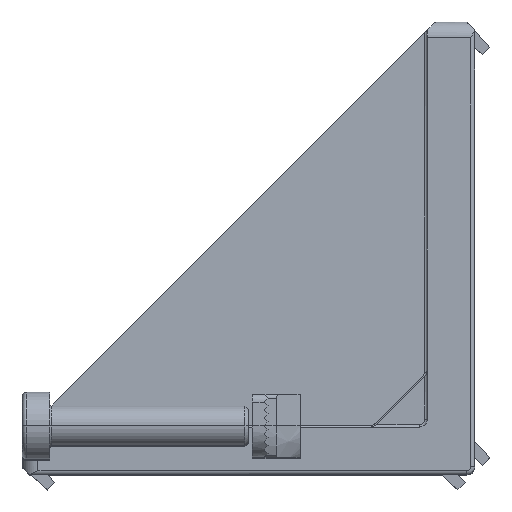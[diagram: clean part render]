
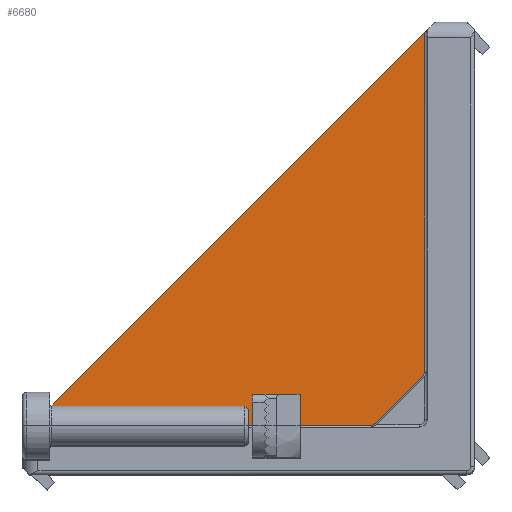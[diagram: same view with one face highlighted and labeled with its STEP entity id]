
A CAD part, top view. The second image highlights one B-rep face of the part: STEP entity #6680.
In plain terms, the highlighted planar face has unit normal (-0.012, 0.012, 1).
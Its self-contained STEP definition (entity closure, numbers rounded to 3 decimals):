
#35 =( BOUNDED_CURVE ( )  B_SPLINE_CURVE ( 3, ( #7205, #7932, #5025, #638 ),
 .UNSPECIFIED., .F., .F. ) 
 B_SPLINE_CURVE_WITH_KNOTS ( ( 4, 4 ),
 ( 2.356, 3.927 ),
 .UNSPECIFIED. ) 
 CURVE ( )  GEOMETRIC_REPRESENTATION_ITEM ( )  RATIONAL_B_SPLINE_CURVE ( ( 1., 0.805, 0.805, 1. ) ) 
 REPRESENTATION_ITEM ( '' )  );
#155 = DIRECTION ( 'NONE',  ( 1., 0., 0.012 ) ) ;
#316 = ORIENTED_EDGE ( 'NONE', *, *, #8331, .T. ) ;
#638 = CARTESIAN_POINT ( 'NONE',  ( -6.296, 6.996, -8.399 ) ) ;
#1121 = VERTEX_POINT ( 'NONE', #4106 ) ;
#1252 = DIRECTION ( 'NONE',  ( 0.707, 0.707, 0. ) ) ;
#1512 = AXIS2_PLACEMENT_3D ( 'NONE', #8177, #4529, #155 ) ;
#2451 = VECTOR ( 'NONE', #1252, 1000. ) ;
#3079 = PLANE ( 'NONE',  #1512 ) ;
#3367 = VERTEX_POINT ( 'NONE', #7550 ) ;
#3495 = CARTESIAN_POINT ( 'NONE',  ( -55.704, 6.296, -9. ) ) ;
#4106 = CARTESIAN_POINT ( 'NONE',  ( -6.996, 6.296, -8.399 ) ) ;
#4398 = DIRECTION ( 'NONE',  ( 0., 1., -0.012 ) ) ;
#4467 = VECTOR ( 'NONE', #4398, 1000. ) ;
#4529 = DIRECTION ( 'NONE',  ( -0.012, 0.012, 1. ) ) ;
#4936 = CARTESIAN_POINT ( 'NONE',  ( -57., 5., -9. ) ) ;
#5025 = CARTESIAN_POINT ( 'NONE',  ( -6.296, 6.586, -8.394 ) ) ;
#5091 = LINE ( 'NONE', #5457, #8732 ) ;
#5457 = CARTESIAN_POINT ( 'NONE',  ( -7., 6.296, -8.399 ) ) ;
#6184 = DIRECTION ( 'NONE',  ( 1., 0., 0.012 ) ) ;
#6344 = LINE ( 'NONE', #4936, #2451 ) ;
#6514 = ORIENTED_EDGE ( 'NONE', *, *, #8673, .F. ) ;
#6680 = ADVANCED_FACE ( 'NONE', ( #7764 ), #3079, .T. ) ;
#6991 = ORIENTED_EDGE ( 'NONE', *, *, #7239, .T. ) ;
#7205 = CARTESIAN_POINT ( 'NONE',  ( -6.996, 6.296, -8.399 ) ) ;
#7239 = EDGE_CURVE ( 'NONE', #7405, #1121, #5091, .T. ) ;
#7299 = CARTESIAN_POINT ( 'NONE',  ( -6.296, 56., -9.004 ) ) ;
#7405 = VERTEX_POINT ( 'NONE', #3495 ) ;
#7470 = ORIENTED_EDGE ( 'NONE', *, *, #8797, .T. ) ;
#7550 = CARTESIAN_POINT ( 'NONE',  ( -6.296, 55.704, -9. ) ) ;
#7576 = EDGE_LOOP ( 'NONE', ( #7470, #316, #6514, #6991 ) ) ;
#7764 = FACE_OUTER_BOUND ( 'NONE', #7576, .T. ) ;
#7932 = CARTESIAN_POINT ( 'NONE',  ( -6.586, 6.296, -8.394 ) ) ;
#8058 = VERTEX_POINT ( 'NONE', #9408 ) ;
#8177 = CARTESIAN_POINT ( 'NONE',  ( -57., 5., -9. ) ) ;
#8331 = EDGE_CURVE ( 'NONE', #8058, #3367, #8369, .T. ) ;
#8369 = LINE ( 'NONE', #7299, #4467 ) ;
#8673 = EDGE_CURVE ( 'NONE', #7405, #3367, #6344, .T. ) ;
#8732 = VECTOR ( 'NONE', #6184, 1000. ) ;
#8797 = EDGE_CURVE ( 'NONE', #1121, #8058, #35, .T. ) ;
#9408 = CARTESIAN_POINT ( 'NONE',  ( -6.296, 6.996, -8.399 ) ) ;
